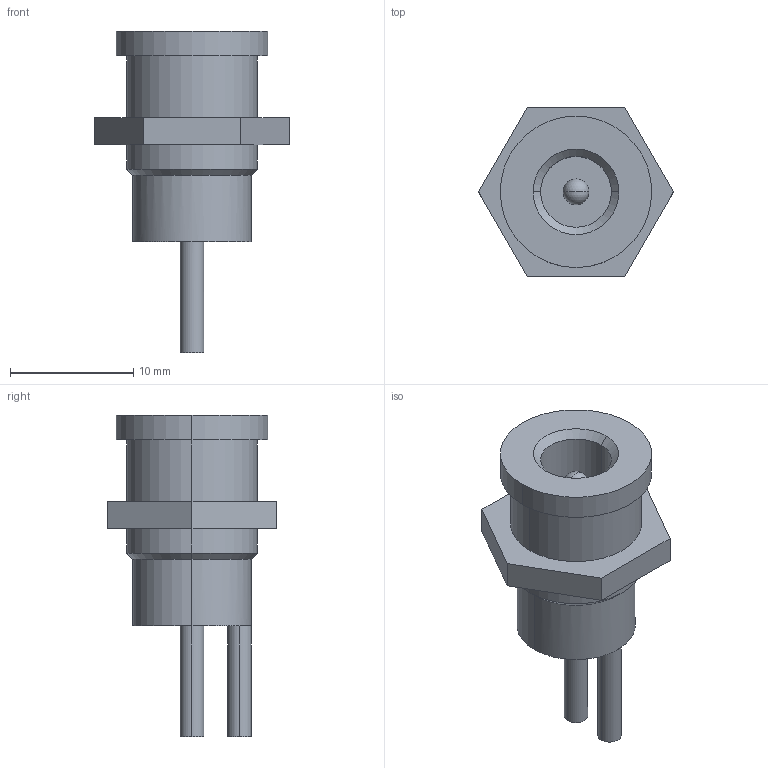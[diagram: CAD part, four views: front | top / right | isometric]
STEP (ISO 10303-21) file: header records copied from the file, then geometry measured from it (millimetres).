
FILE_DESCRIPTION (( 'STEP AP214' ), '1' );
FILE_NAME ('FF_PurchaseElectrical_Plug_5,5x2,1.STEP', '2022-11-20T21:11:00', ( '' ), ( '' ), 'SwSTEP 2.0', 'SolidWorks 2020', '' );
FILE_SCHEMA (( 'AUTOMOTIVE_DESIGN' ));
Length unit declared in the file: millimetre
Products named in the file (1): FF_PurchaseElectrical_Plug_5,5x2,1
Bounding box: 15.82 x 13.7 x 26.1 mm (x, y, z)
Volume: 1485.3 mm3; surface area: 1317.4 mm2
Topology: 1 solids, 2 shells, 42 faces, 92 edges, 58 vertices
Faces by surface type: cylinder 20, plane 16, cone 4, sphere 2
Entity records: 1280 total; most frequent: DIRECTION 220, CARTESIAN_POINT 187, ORIENTED_EDGE 176, AXIS2_PLACEMENT_3D 89, EDGE_CURVE 88, VERTEX_POINT 56, EDGE_LOOP 50, CIRCLE 46
